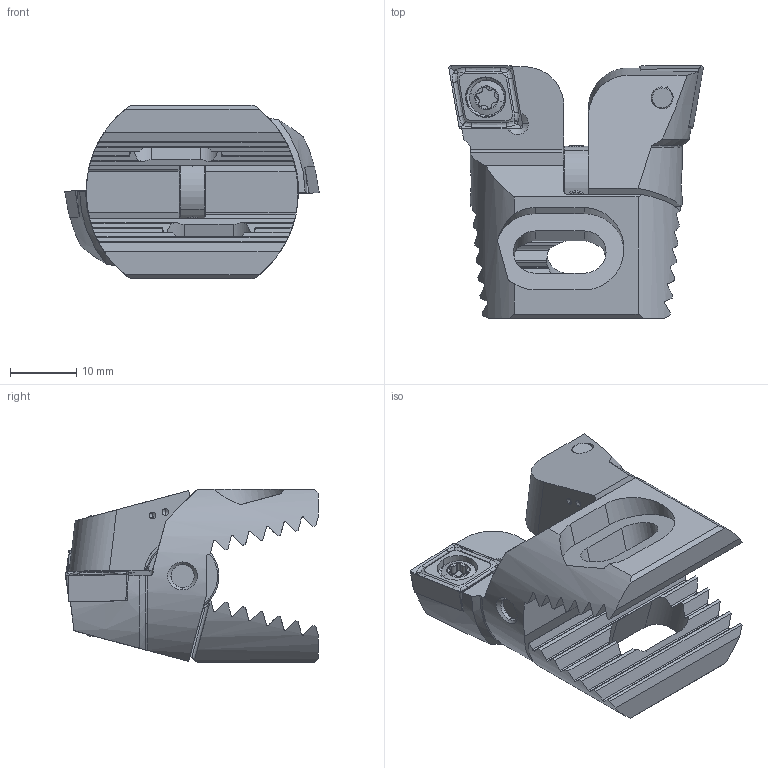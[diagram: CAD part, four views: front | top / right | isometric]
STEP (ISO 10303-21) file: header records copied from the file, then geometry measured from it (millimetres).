
FILE_DESCRIPTION (( 'STEP AP203' ), '1' );
FILE_NAME ('D34.032.040.009.STEP', '2018-03-02T12:52:10', ( 'SWIAdmin' ), ( 'Hewlett-Packard Company' ), 'SwSTEP 2.0', 'SolidWorks 2017', '' );
FILE_SCHEMA (( 'CONFIG_CONTROL_DESIGN' ));
Length unit declared in the file: millimetre
Products named in the file (8): CCMT09T304; WCB-ER2.001.009_A; Z32-ER3.001.030_A; Z25-ER3.002.004_B; Z32-WCB.001.021_A; D34.032.040.009; Z32-WCB.003.021_A; ISO 4026 - M3 x 3
Assembly tree (11 placements, depth 2):
  D34.032.040.009
    Z32-WCB.001.021_A
    Z32-WCB.003.021_A
    ISO 4026 - M3 x 3  x3
    CCMT09T304  x2
    WCB-ER2.001.009_A  x2
    Z32-ER3.001.030_A
    Z25-ER3.002.004_B
Bounding box: 38.42 x 38.15 x 26.2 mm (x, y, z)
Volume: 12355.6 mm3; surface area: 8863.5 mm2
Topology: 11 solids, 11 shells, 503 faces, 1318 edges, 818 vertices
Faces by surface type: plane 193, cylinder 158, cone 98, torus 26, bspline 24, sphere 4
Entity records: 13603 total; most frequent: CARTESIAN_POINT 3721, ORIENTED_EDGE 2032, DIRECTION 1708, EDGE_CURVE 1016, VERTEX_POINT 650, AXIS2_PLACEMENT_3D 633, VECTOR 442, LINE 442
